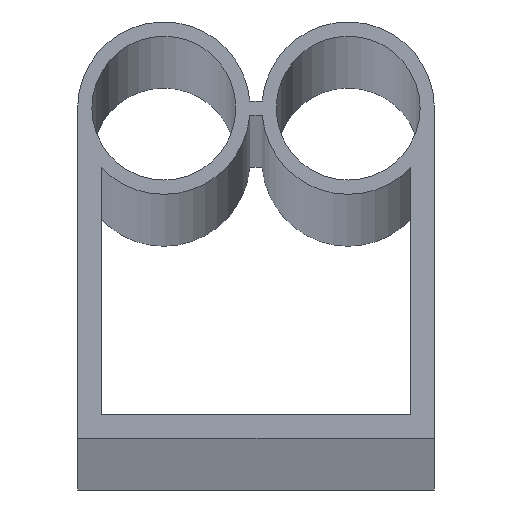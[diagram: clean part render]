
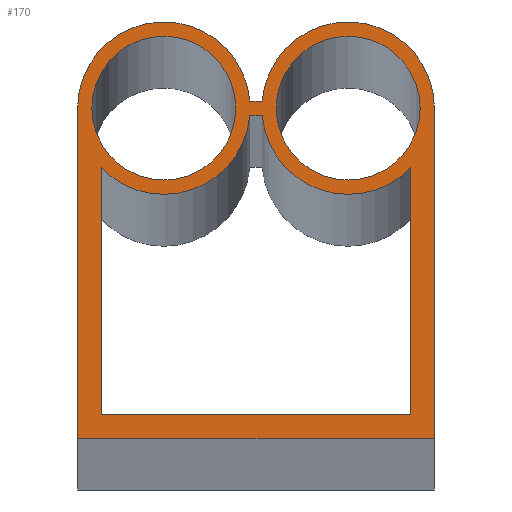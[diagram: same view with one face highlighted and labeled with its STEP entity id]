
A CAD part, top view. The second image highlights one B-rep face of the part: STEP entity #170.
In plain terms, the highlighted planar face has unit normal (0, 0, 1).
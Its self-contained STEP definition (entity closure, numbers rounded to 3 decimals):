
#14 = EDGE_LOOP ( 'NONE', ( #129, #141 ) ) ;
#15 = EDGE_LOOP ( 'NONE', ( #112, #132, #110, #107, #623, #617 ) ) ;
#27 = EDGE_LOOP ( 'NONE', ( #124, #109, #125, #111, #82, #115 ) ) ;
#29 = EDGE_LOOP ( 'NONE', ( #620, #618 ) ) ;
#54 = DIRECTION ( 'NONE',  ( 1., 0., 0. ) ) ;
#55 = DIRECTION ( 'NONE',  ( 0., 0., 1. ) ) ;
#56 = CARTESIAN_POINT ( 'NONE',  ( 7.75, -0.25, 1250. ) ) ;
#57 = PLANE ( 'NONE',  #272 ) ;
#62 = CARTESIAN_POINT ( 'NONE',  ( 15., -28., 1250. ) ) ;
#63 = CARTESIAN_POINT ( 'NONE',  ( 13., -5.25, 1250. ) ) ;
#64 = CARTESIAN_POINT ( 'NONE',  ( -13., -26., 1250. ) ) ;
#65 = CARTESIAN_POINT ( 'NONE',  ( -1.7, -0.25, 1250. ) ) ;
#68 = CARTESIAN_POINT ( 'NONE',  ( -0.525, -0.85, 1250. ) ) ;
#69 = CARTESIAN_POINT ( 'NONE',  ( 0.525, -0.85, 1250. ) ) ;
#72 = CARTESIAN_POINT ( 'NONE',  ( 13., -26., 1250. ) ) ;
#73 = CARTESIAN_POINT ( 'NONE',  ( -15., -28., 1250. ) ) ;
#74 = CARTESIAN_POINT ( 'NONE',  ( -15., -0.25, 1250. ) ) ;
#75 = CARTESIAN_POINT ( 'NONE',  ( 13.8, -0.25, 1250. ) ) ;
#79 = CARTESIAN_POINT ( 'NONE',  ( 15., -0.25, 1250. ) ) ;
#82 = ORIENTED_EDGE ( 'NONE', *, *, #209, .T. ) ;
#85 = VERTEX_POINT ( 'NONE', #145 ) ;
#86 = VERTEX_POINT ( 'NONE', #116 ) ;
#89 = VERTEX_POINT ( 'NONE', #92 ) ;
#92 = CARTESIAN_POINT ( 'NONE',  ( -13., -5.25, 1250. ) ) ;
#98 = VERTEX_POINT ( 'NONE', #144 ) ;
#99 = VERTEX_POINT ( 'NONE', #136 ) ;
#107 = ORIENTED_EDGE ( 'NONE', *, *, #176, .F. ) ;
#109 = ORIENTED_EDGE ( 'NONE', *, *, #220, .T. ) ;
#110 = ORIENTED_EDGE ( 'NONE', *, *, #190, .F. ) ;
#111 = ORIENTED_EDGE ( 'NONE', *, *, #207, .T. ) ;
#112 = ORIENTED_EDGE ( 'NONE', *, *, #247, .F. ) ;
#115 = ORIENTED_EDGE ( 'NONE', *, *, #218, .T. ) ;
#116 = CARTESIAN_POINT ( 'NONE',  ( -13.8, -0.25, 1250. ) ) ;
#119 = VERTEX_POINT ( 'NONE', #79 ) ;
#124 = ORIENTED_EDGE ( 'NONE', *, *, #213, .T. ) ;
#125 = ORIENTED_EDGE ( 'NONE', *, *, #198, .T. ) ;
#129 = ORIENTED_EDGE ( 'NONE', *, *, #200, .F. ) ;
#131 = VERTEX_POINT ( 'NONE', #75 ) ;
#132 = ORIENTED_EDGE ( 'NONE', *, *, #217, .F. ) ;
#133 = VERTEX_POINT ( 'NONE', #74 ) ;
#134 = VERTEX_POINT ( 'NONE', #73 ) ;
#135 = VERTEX_POINT ( 'NONE', #72 ) ;
#136 = CARTESIAN_POINT ( 'NONE',  ( -0.525, 0.35, 1250. ) ) ;
#140 = VERTEX_POINT ( 'NONE', #69 ) ;
#141 = ORIENTED_EDGE ( 'NONE', *, *, #237, .F. ) ;
#142 = VERTEX_POINT ( 'NONE', #68 ) ;
#144 = CARTESIAN_POINT ( 'NONE',  ( 0.525, 0.35, 1250. ) ) ;
#145 = CARTESIAN_POINT ( 'NONE',  ( 1.7, -0.25, 1250. ) ) ;
#149 = VERTEX_POINT ( 'NONE', #65 ) ;
#154 = CARTESIAN_POINT ( 'NONE',  ( 7.75, -0.25, 1250. ) ) ;
#155 = DIRECTION ( 'NONE',  ( 0., 0., -1. ) ) ;
#156 = DIRECTION ( 'NONE',  ( 1., 0., 0. ) ) ;
#158 = VERTEX_POINT ( 'NONE', #64 ) ;
#160 = VERTEX_POINT ( 'NONE', #63 ) ;
#163 = VERTEX_POINT ( 'NONE', #62 ) ;
#170 = ADVANCED_FACE ( 'NONE', ( #277, #293, #290, #273 ), #57, .T. ) ;
#174 = CIRCLE ( 'NONE', #409, 6.05 ) ;
#176 = EDGE_CURVE ( 'NONE', #160, #140, #187, .T. ) ;
#177 = CIRCLE ( 'NONE', #421, 7.25 ) ;
#179 = CIRCLE ( 'NONE', #422, 7.25 ) ;
#182 = CIRCLE ( 'NONE', #307, 6.05 ) ;
#184 = CIRCLE ( 'NONE', #308, 7.25 ) ;
#187 = CIRCLE ( 'NONE', #276, 7.25 ) ;
#190 = EDGE_CURVE ( 'NONE', #140, #142, #320, .T. ) ;
#198 = EDGE_CURVE ( 'NONE', #99, #133, #184, .T. ) ;
#200 = EDGE_CURVE ( 'NONE', #85, #131, #182, .T. ) ;
#207 = EDGE_CURVE ( 'NONE', #133, #134, #459, .T. ) ;
#209 = EDGE_CURVE ( 'NONE', #134, #163, #521, .T. ) ;
#213 = EDGE_CURVE ( 'NONE', #119, #98, #179, .T. ) ;
#217 = EDGE_CURVE ( 'NONE', #142, #89, #177, .T. ) ;
#218 = EDGE_CURVE ( 'NONE', #163, #119, #526, .T. ) ;
#220 = EDGE_CURVE ( 'NONE', #98, #99, #559, .T. ) ;
#226 = CIRCLE ( 'NONE', #445, 6.05 ) ;
#229 = EDGE_CURVE ( 'NONE', #158, #135, #564, .T. ) ;
#235 = EDGE_CURVE ( 'NONE', #149, #86, #238, .T. ) ;
#237 = EDGE_CURVE ( 'NONE', #131, #85, #174, .T. ) ;
#238 = CIRCLE ( 'NONE', #441, 6.05 ) ;
#247 = EDGE_CURVE ( 'NONE', #89, #158, #598, .T. ) ;
#249 = EDGE_CURVE ( 'NONE', #135, #160, #607, .T. ) ;
#262 = EDGE_CURVE ( 'NONE', #86, #149, #226, .T. ) ;
#272 = AXIS2_PLACEMENT_3D ( 'NONE', #56, #55, #54 ) ;
#273 = FACE_BOUND ( 'NONE', #29, .T. ) ;
#276 = AXIS2_PLACEMENT_3D ( 'NONE', #154, #155, #156 ) ;
#277 = FACE_BOUND ( 'NONE', #14, .T. ) ;
#290 = FACE_BOUND ( 'NONE', #15, .T. ) ;
#293 = FACE_OUTER_BOUND ( 'NONE', #27, .T. ) ;
#299 = VECTOR ( 'NONE', #325, 1000. ) ;
#307 = AXIS2_PLACEMENT_3D ( 'NONE', #476, #481, #471 ) ;
#308 = AXIS2_PLACEMENT_3D ( 'NONE', #466, #470, #461 ) ;
#311 = VECTOR ( 'NONE', #475, 1000. ) ;
#314 = CARTESIAN_POINT ( 'NONE',  ( 0.525, -0.85, 1250. ) ) ;
#320 = LINE ( 'NONE', #314, #299 ) ;
#325 = DIRECTION ( 'NONE',  ( -1., 0., 0. ) ) ;
#400 = VECTOR ( 'NONE', #562, 1000. ) ;
#409 = AXIS2_PLACEMENT_3D ( 'NONE', #575, #574, #580 ) ;
#413 = VECTOR ( 'NONE', #605, 1000. ) ;
#415 = VECTOR ( 'NONE', #600, 1000. ) ;
#421 = AXIS2_PLACEMENT_3D ( 'NONE', #530, #529, #528 ) ;
#422 = AXIS2_PLACEMENT_3D ( 'NONE', #480, #535, #534 ) ;
#427 = VECTOR ( 'NONE', #523, 1000. ) ;
#439 = VECTOR ( 'NONE', #557, 1000. ) ;
#441 = AXIS2_PLACEMENT_3D ( 'NONE', #571, #577, #576 ) ;
#445 = AXIS2_PLACEMENT_3D ( 'NONE', #490, #592, #500 ) ;
#454 = VECTOR ( 'NONE', #524, 1000. ) ;
#459 = LINE ( 'NONE', #460, #311 ) ;
#460 = CARTESIAN_POINT ( 'NONE',  ( -15., -0.25, 1250. ) ) ;
#461 = DIRECTION ( 'NONE',  ( 1., 0., 0. ) ) ;
#466 = CARTESIAN_POINT ( 'NONE',  ( -7.75, -0.25, 1250. ) ) ;
#470 = DIRECTION ( 'NONE',  ( 0., 0., 1. ) ) ;
#471 = DIRECTION ( 'NONE',  ( 1., 0., 0. ) ) ;
#475 = DIRECTION ( 'NONE',  ( 0., -1., 0. ) ) ;
#476 = CARTESIAN_POINT ( 'NONE',  ( 7.75, -0.25, 1250. ) ) ;
#480 = CARTESIAN_POINT ( 'NONE',  ( 7.75, -0.25, 1250. ) ) ;
#481 = DIRECTION ( 'NONE',  ( 0., 0., 1. ) ) ;
#490 = CARTESIAN_POINT ( 'NONE',  ( -7.75, -0.25, 1250. ) ) ;
#500 = DIRECTION ( 'NONE',  ( 1., 0., 0. ) ) ;
#521 = LINE ( 'NONE', #522, #454 ) ;
#522 = CARTESIAN_POINT ( 'NONE',  ( -15., -28., 1250. ) ) ;
#523 = DIRECTION ( 'NONE',  ( 0., 1., 0. ) ) ;
#524 = DIRECTION ( 'NONE',  ( 1., 0., 0. ) ) ;
#525 = CARTESIAN_POINT ( 'NONE',  ( 15., -28., 1250. ) ) ;
#526 = LINE ( 'NONE', #525, #427 ) ;
#528 = DIRECTION ( 'NONE',  ( 1., 0., 0. ) ) ;
#529 = DIRECTION ( 'NONE',  ( 0., 0., -1. ) ) ;
#530 = CARTESIAN_POINT ( 'NONE',  ( -7.75, -0.25, 1250. ) ) ;
#534 = DIRECTION ( 'NONE',  ( 1., 0., 0. ) ) ;
#535 = DIRECTION ( 'NONE',  ( 0., 0., 1. ) ) ;
#557 = DIRECTION ( 'NONE',  ( -1., 0., 0. ) ) ;
#558 = CARTESIAN_POINT ( 'NONE',  ( -0.525, 0.35, 1250. ) ) ;
#559 = LINE ( 'NONE', #558, #439 ) ;
#562 = DIRECTION ( 'NONE',  ( 1., 0., 0. ) ) ;
#563 = CARTESIAN_POINT ( 'NONE',  ( -13., -26., 1250. ) ) ;
#564 = LINE ( 'NONE', #563, #400 ) ;
#571 = CARTESIAN_POINT ( 'NONE',  ( -7.75, -0.25, 1250. ) ) ;
#574 = DIRECTION ( 'NONE',  ( 0., 0., 1. ) ) ;
#575 = CARTESIAN_POINT ( 'NONE',  ( 7.75, -0.25, 1250. ) ) ;
#576 = DIRECTION ( 'NONE',  ( 1., 0., 0. ) ) ;
#577 = DIRECTION ( 'NONE',  ( 0., 0., 1. ) ) ;
#580 = DIRECTION ( 'NONE',  ( 1., 0., 0. ) ) ;
#592 = DIRECTION ( 'NONE',  ( 0., 0., 1. ) ) ;
#598 = LINE ( 'NONE', #603, #415 ) ;
#600 = DIRECTION ( 'NONE',  ( 0., -1., 0. ) ) ;
#603 = CARTESIAN_POINT ( 'NONE',  ( -13., -5.25, 1250. ) ) ;
#605 = DIRECTION ( 'NONE',  ( 0., 1., 0. ) ) ;
#606 = CARTESIAN_POINT ( 'NONE',  ( 13., -26., 1250. ) ) ;
#607 = LINE ( 'NONE', #606, #413 ) ;
#617 = ORIENTED_EDGE ( 'NONE', *, *, #229, .F. ) ;
#618 = ORIENTED_EDGE ( 'NONE', *, *, #235, .F. ) ;
#620 = ORIENTED_EDGE ( 'NONE', *, *, #262, .F. ) ;
#623 = ORIENTED_EDGE ( 'NONE', *, *, #249, .F. ) ;
